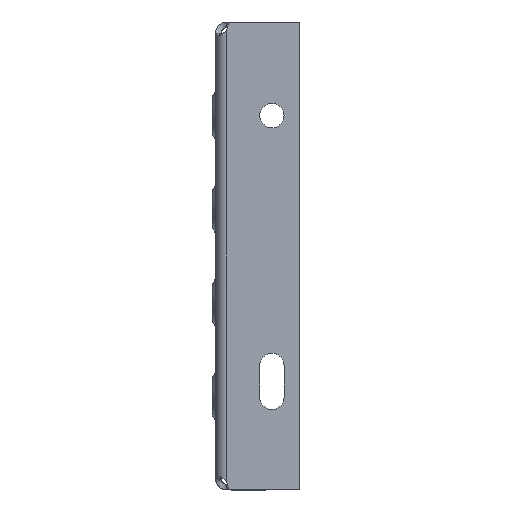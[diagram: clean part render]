
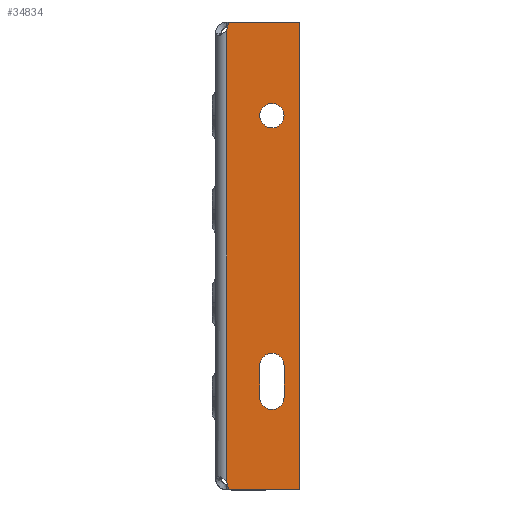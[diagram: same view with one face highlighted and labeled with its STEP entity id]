
A CAD part, left-side view. The second image highlights one B-rep face of the part: STEP entity #34834.
In plain terms, the highlighted planar face has unit normal (-1, 0, 0).
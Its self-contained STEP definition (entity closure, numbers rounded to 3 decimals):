
#14 = VECTOR ( 'NONE', #34181, 1000. ) ;
#1485 = CARTESIAN_POINT ( 'NONE',  ( -350., -8.507, 123. ) ) ;
#1576 = CARTESIAN_POINT ( 'NONE',  ( -350., -36.507, 0. ) ) ;
#1936 = LINE ( 'NONE', #1576, #14 ) ;
#2099 = VERTEX_POINT ( 'NONE', #16288 ) ;
#2199 = ORIENTED_EDGE ( 'NONE', *, *, #14512, .T. ) ;
#2465 = CARTESIAN_POINT ( 'NONE',  ( -350., -6.507, 123. ) ) ;
#2539 = DIRECTION ( 'NONE',  ( 0., -1., 0. ) ) ;
#2582 = ORIENTED_EDGE ( 'NONE', *, *, #21607, .F. ) ;
#2689 = EDGE_CURVE ( 'NONE', #2099, #21023, #24448, .T. ) ;
#2824 = VERTEX_POINT ( 'NONE', #35733 ) ;
#3306 = LINE ( 'NONE', #25933, #6669 ) ;
#4099 = EDGE_CURVE ( 'NONE', #31129, #26394, #29863, .T. ) ;
#4147 = DIRECTION ( 'NONE',  ( 0., 0., 1. ) ) ;
#4158 = DIRECTION ( 'NONE',  ( 0., 0., -1. ) ) ;
#4542 = CARTESIAN_POINT ( 'NONE',  ( -350., -6., 120.806 ) ) ;
#4559 = CARTESIAN_POINT ( 'NONE',  ( -350., -45.007, 125. ) ) ;
#4777 = DIRECTION ( 'NONE',  ( 0., 0., -1. ) ) ;
#4782 = CARTESIAN_POINT ( 'NONE',  ( -350., -30.007, -58.5 ) ) ;
#4793 = ORIENTED_EDGE ( 'NONE', *, *, #4099, .T. ) ;
#5012 = ORIENTED_EDGE ( 'NONE', *, *, #2689, .T. ) ;
#5201 = DIRECTION ( 'NONE',  ( 0., 1., 0. ) ) ;
#5565 = DIRECTION ( 'NONE',  ( 1., 0., 0. ) ) ;
#6115 = EDGE_CURVE ( 'NONE', #6517, #35905, #27074, .T. ) ;
#6239 = AXIS2_PLACEMENT_3D ( 'NONE', #22645, #34384, #5201 ) ;
#6517 = VERTEX_POINT ( 'NONE', #10344 ) ;
#6669 = VECTOR ( 'NONE', #2539, 1000. ) ;
#6747 = VERTEX_POINT ( 'NONE', #2465 ) ;
#7015 = CARTESIAN_POINT ( 'NONE',  ( -350., -36.507, 75. ) ) ;
#7037 = VERTEX_POINT ( 'NONE', #4559 ) ;
#7093 = ORIENTED_EDGE ( 'NONE', *, *, #20554, .T. ) ;
#7530 = ORIENTED_EDGE ( 'NONE', *, *, #25512, .F. ) ;
#10043 = ORIENTED_EDGE ( 'NONE', *, *, #12603, .T. ) ;
#10344 = CARTESIAN_POINT ( 'NONE',  ( -350., -23.507, 75. ) ) ;
#10722 = CARTESIAN_POINT ( 'NONE',  ( -350., -1.507, 123. ) ) ;
#10729 = PLANE ( 'NONE',  #34628 ) ;
#10956 = EDGE_LOOP ( 'NONE', ( #19418, #2199 ) ) ;
#11479 = AXIS2_PLACEMENT_3D ( 'NONE', #4782, #37232, #34721 ) ;
#11561 = LINE ( 'NONE', #34814, #18079 ) ;
#11712 = DIRECTION ( 'NONE',  ( 0., 1., 0. ) ) ;
#12356 = EDGE_LOOP ( 'NONE', ( #10043, #4793, #25560, #5012 ) ) ;
#12386 = CARTESIAN_POINT ( 'NONE',  ( -350., -6.507, -123. ) ) ;
#12459 = CIRCLE ( 'NONE', #37583, 5. ) ;
#12603 = EDGE_CURVE ( 'NONE', #21023, #31129, #19771, .T. ) ;
#12677 = ORIENTED_EDGE ( 'NONE', *, *, #24847, .F. ) ;
#13244 = CARTESIAN_POINT ( 'NONE',  ( -350., -23.507, -75.5 ) ) ;
#13776 = CARTESIAN_POINT ( 'NONE',  ( -350., -6., 0. ) ) ;
#13805 = DIRECTION ( 'NONE',  ( 0., 0., -1. ) ) ;
#14512 = EDGE_CURVE ( 'NONE', #35905, #6517, #31930, .T. ) ;
#14622 = CARTESIAN_POINT ( 'NONE',  ( -350., -30.007, -75.5 ) ) ;
#14645 = AXIS2_PLACEMENT_3D ( 'NONE', #14622, #22859, #11712 ) ;
#15215 = VERTEX_POINT ( 'NONE', #34185 ) ;
#15711 = CARTESIAN_POINT ( 'NONE',  ( -350., -1.507, -123. ) ) ;
#15932 = DIRECTION ( 'NONE',  ( -1., 0., 0. ) ) ;
#16039 = ORIENTED_EDGE ( 'NONE', *, *, #30690, .F. ) ;
#16288 = CARTESIAN_POINT ( 'NONE',  ( -350., -36.507, -75.5 ) ) ;
#16910 = CARTESIAN_POINT ( 'NONE',  ( -350., -23.507, 0. ) ) ;
#17823 = CARTESIAN_POINT ( 'NONE',  ( -350., -8.507, 125. ) ) ;
#18079 = VECTOR ( 'NONE', #20396, 1000. ) ;
#18544 = DIRECTION ( 'NONE',  ( -1., 0., 0. ) ) ;
#18598 = CARTESIAN_POINT ( 'NONE',  ( -350., -8.507, -125. ) ) ;
#19200 = AXIS2_PLACEMENT_3D ( 'NONE', #27746, #28821, #4158 ) ;
#19418 = ORIENTED_EDGE ( 'NONE', *, *, #6115, .T. ) ;
#19722 = FACE_OUTER_BOUND ( 'NONE', #31510, .T. ) ;
#19771 = LINE ( 'NONE', #16910, #25604 ) ;
#20396 = DIRECTION ( 'NONE',  ( 0., 0., 1. ) ) ;
#20554 = EDGE_CURVE ( 'NONE', #2824, #7037, #11561, .T. ) ;
#21023 = VERTEX_POINT ( 'NONE', #13244 ) ;
#21607 = EDGE_CURVE ( 'NONE', #15215, #32269, #28700, .T. ) ;
#21698 = CIRCLE ( 'NONE', #19200, 2. ) ;
#21995 = DIRECTION ( 'NONE',  ( 0., 0., 1. ) ) ;
#22158 = DIRECTION ( 'NONE',  ( 0., 0., 1. ) ) ;
#22645 = CARTESIAN_POINT ( 'NONE',  ( -350., -30.007, 75. ) ) ;
#22837 = CARTESIAN_POINT ( 'NONE',  ( -350., -30.007, 75. ) ) ;
#22859 = DIRECTION ( 'NONE',  ( 1., 0., 0. ) ) ;
#23755 = VERTEX_POINT ( 'NONE', #12386 ) ;
#23909 = CARTESIAN_POINT ( 'NONE',  ( -350., -45.007, -125. ) ) ;
#24053 = ORIENTED_EDGE ( 'NONE', *, *, #30333, .F. ) ;
#24336 = VECTOR ( 'NONE', #21995, 1000. ) ;
#24448 = CIRCLE ( 'NONE', #14645, 6.5 ) ;
#24847 = EDGE_CURVE ( 'NONE', #35464, #23755, #21698, .T. ) ;
#25512 = EDGE_CURVE ( 'NONE', #23755, #15215, #12459, .T. ) ;
#25560 = ORIENTED_EDGE ( 'NONE', *, *, #31805, .T. ) ;
#25604 = VECTOR ( 'NONE', #34379, 1000. ) ;
#25933 = CARTESIAN_POINT ( 'NONE',  ( -350., -45.007, 125. ) ) ;
#26394 = VERTEX_POINT ( 'NONE', #30354 ) ;
#27074 = CIRCLE ( 'NONE', #6239, 6.5 ) ;
#27093 = CIRCLE ( 'NONE', #32005, 5. ) ;
#27746 = CARTESIAN_POINT ( 'NONE',  ( -350., -8.507, -123. ) ) ;
#28010 = VERTEX_POINT ( 'NONE', #17823 ) ;
#28700 = LINE ( 'NONE', #13776, #24336 ) ;
#28739 = AXIS2_PLACEMENT_3D ( 'NONE', #1485, #30050, #22158 ) ;
#28821 = DIRECTION ( 'NONE',  ( 1., 0., 0. ) ) ;
#29852 = LINE ( 'NONE', #23909, #34697 ) ;
#29863 = CIRCLE ( 'NONE', #11479, 6.5 ) ;
#30045 = DIRECTION ( 'NONE',  ( 0., 1., 0. ) ) ;
#30050 = DIRECTION ( 'NONE',  ( 1., 0., 0. ) ) ;
#30333 = EDGE_CURVE ( 'NONE', #28010, #7037, #3306, .T. ) ;
#30354 = CARTESIAN_POINT ( 'NONE',  ( -350., -36.507, -58.5 ) ) ;
#30573 = CARTESIAN_POINT ( 'NONE',  ( -350., -23.507, -58.5 ) ) ;
#30676 = FACE_BOUND ( 'NONE', #10956, .T. ) ;
#30684 = AXIS2_PLACEMENT_3D ( 'NONE', #22837, #5565, #34575 ) ;
#30690 = EDGE_CURVE ( 'NONE', #6747, #28010, #34909, .T. ) ;
#31066 = CARTESIAN_POINT ( 'NONE',  ( -350., 345.493, 0. ) ) ;
#31129 = VERTEX_POINT ( 'NONE', #30573 ) ;
#31246 = DIRECTION ( 'NONE',  ( 1., 0., 0. ) ) ;
#31510 = EDGE_LOOP ( 'NONE', ( #2582, #7530, #12677, #34335, #7093, #24053, #16039, #36939 ) ) ;
#31805 = EDGE_CURVE ( 'NONE', #26394, #2099, #1936, .T. ) ;
#31930 = CIRCLE ( 'NONE', #30684, 6.5 ) ;
#32005 = AXIS2_PLACEMENT_3D ( 'NONE', #10722, #15932, #13805 ) ;
#32269 = VERTEX_POINT ( 'NONE', #4542 ) ;
#33649 = EDGE_CURVE ( 'NONE', #32269, #6747, #27093, .T. ) ;
#34181 = DIRECTION ( 'NONE',  ( 0., 0., -1. ) ) ;
#34185 = CARTESIAN_POINT ( 'NONE',  ( -350., -6., -120.806 ) ) ;
#34335 = ORIENTED_EDGE ( 'NONE', *, *, #36896, .F. ) ;
#34379 = DIRECTION ( 'NONE',  ( 0., 0., 1. ) ) ;
#34384 = DIRECTION ( 'NONE',  ( 1., 0., 0. ) ) ;
#34575 = DIRECTION ( 'NONE',  ( 0., 1., 0. ) ) ;
#34628 = AXIS2_PLACEMENT_3D ( 'NONE', #31066, #31246, #4777 ) ;
#34697 = VECTOR ( 'NONE', #30045, 1000. ) ;
#34721 = DIRECTION ( 'NONE',  ( 0., 1., 0. ) ) ;
#34814 = CARTESIAN_POINT ( 'NONE',  ( -350., -45.007, 165.5 ) ) ;
#34834 = ADVANCED_FACE ( 'NONE', ( #36494, #30676, #19722 ), #10729, .F. ) ;
#34909 = CIRCLE ( 'NONE', #28739, 2. ) ;
#35464 = VERTEX_POINT ( 'NONE', #18598 ) ;
#35733 = CARTESIAN_POINT ( 'NONE',  ( -350., -45.007, -125. ) ) ;
#35905 = VERTEX_POINT ( 'NONE', #7015 ) ;
#36494 = FACE_BOUND ( 'NONE', #12356, .T. ) ;
#36896 = EDGE_CURVE ( 'NONE', #2824, #35464, #29852, .T. ) ;
#36939 = ORIENTED_EDGE ( 'NONE', *, *, #33649, .F. ) ;
#37232 = DIRECTION ( 'NONE',  ( 1., 0., 0. ) ) ;
#37583 = AXIS2_PLACEMENT_3D ( 'NONE', #15711, #18544, #4147 ) ;
